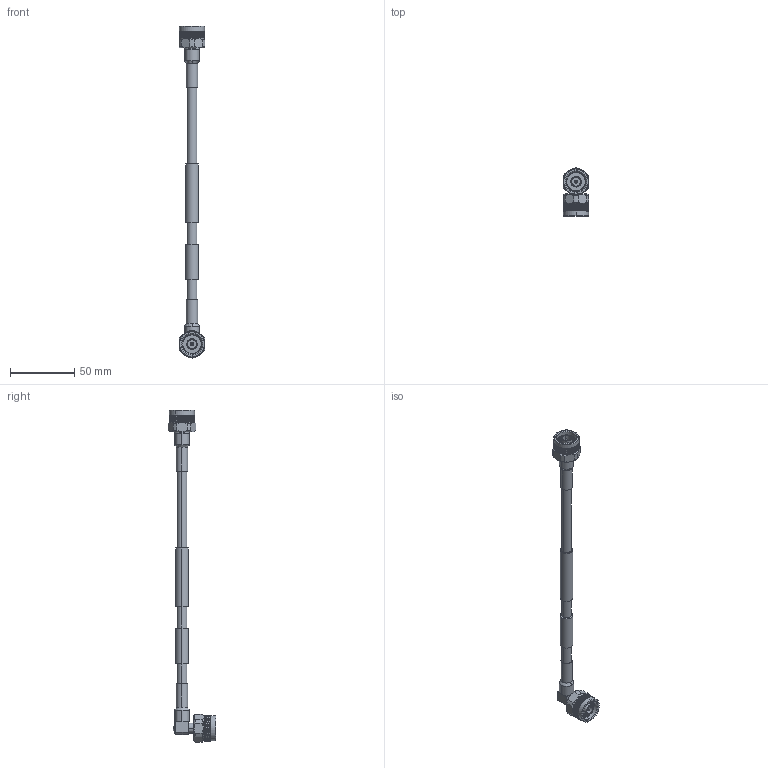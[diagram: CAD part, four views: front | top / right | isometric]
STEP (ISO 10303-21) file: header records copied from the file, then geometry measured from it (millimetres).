
FILE_DESCRIPTION (( 'STEP AP214' ), '1' );
FILE_NAME ('PE3C7843.step', '2021-02-09T19:17:14', ( '' ), ( '' ), 'SwSTEP 2.0', 'SolidWorks 2018', '' );
FILE_SCHEMA (( 'AUTOMOTIVE_DESIGN' ));
Length unit declared in the file: inch
Products named in the file (5): PE45664^PE3C7843; PE-1/4SFHC^PE3C7843; PE45665^PE3C7843_Default 2; Heat Shrink^PE3C7843; PE3C7843
Assembly tree (5 placements, depth 2):
  PE3C7843
    PE-1/4SFHC^PE3C7843
    Heat Shrink^PE3C7843  x2
    PE45664^PE3C7843
    PE45665^PE3C7843_Default 2
Bounding box: 20.14 x 37.04 x 258.15 mm (x, y, z)
Volume: 23336 mm3; surface area: 13963.2 mm2
Topology: 5 solids, 5 shells, 4469 faces, 9662 edges, 5222 vertices
Faces by surface type: bspline 3370, cylinder 952, plane 87, cone 54, torus 6
Entity records: 151896 total; most frequent: CARTESIAN_POINT 92341, ORIENTED_EDGE 19288, EDGE_CURVE 9644, VERTEX_POINT 5210, EDGE_LOOP 4484, ADVANCED_FACE 4461, FACE_OUTER_BOUND 4461, B_SPLINE_CURVE_WITH_KNOTS 4170
